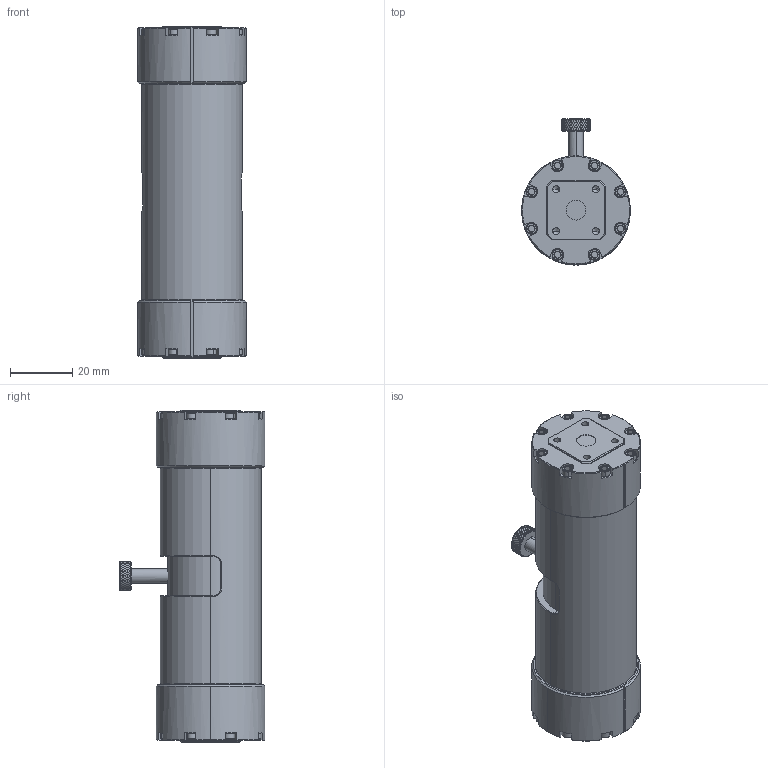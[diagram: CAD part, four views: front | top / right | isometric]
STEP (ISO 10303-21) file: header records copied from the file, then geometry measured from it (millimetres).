
FILE_DESCRIPTION (( 'STEP AP203' ), '1' );
FILE_NAME ('AS-MQF-250-599.STEP', '2024-07-22T23:06:30', ( '' ), ( '' ), 'SwSTEP 2.0', 'SolidWorks 2021', '' );
FILE_SCHEMA (( 'CONFIG_CONTROL_DESIGN' ));
Length unit declared in the file: inch
Products named in the file (1): AS-MQF-250-599
Bounding box: 34.92 x 46.88 x 106.68 mm (x, y, z)
Volume: 90313.9 mm3; surface area: 15650.3 mm2
Topology: 17 solids, 17 shells, 1814 faces, 4515 edges, 2888 vertices
Faces by surface type: plane 1155, cylinder 416, cone 235, torus 4, bspline 4
Entity records: 54890 total; most frequent: CARTESIAN_POINT 17163, ORIENTED_EDGE 8998, DIRECTION 6769, EDGE_CURVE 4499, VERTEX_POINT 2888, AXIS2_PLACEMENT_3D 2676, EDGE_LOOP 1983, ADVANCED_FACE 1814
